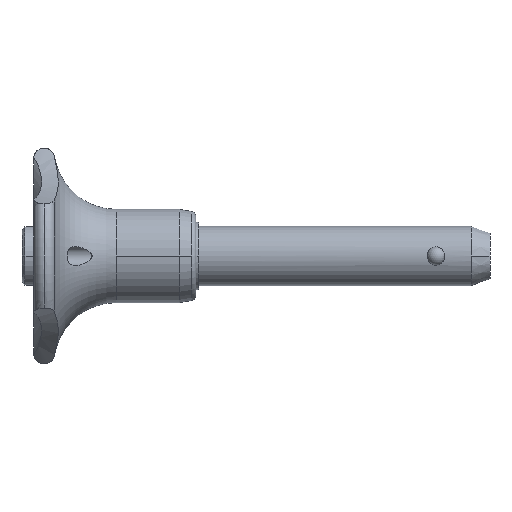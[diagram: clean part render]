
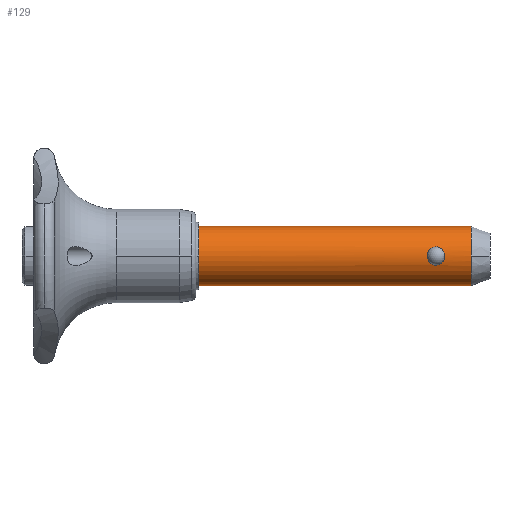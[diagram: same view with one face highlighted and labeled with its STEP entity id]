
A CAD part, left-side view. The second image highlights one B-rep face of the part: STEP entity #129.
In plain terms, the highlighted cylindrical face has radius 3.969 mm (diameter 7.938 mm), a partial arc.
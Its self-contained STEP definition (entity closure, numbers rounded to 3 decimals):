
#129=ADVANCED_FACE('',(#280,#281),#282,.T.);
#280=FACE_OUTER_BOUND('',#452,.T.);
#281=FACE_BOUND('',#453,.T.);
#282=CYLINDRICAL_SURFACE('',#454,3.969);
#452=EDGE_LOOP('',(#778,#779,#780,#781,#782));
#453=EDGE_LOOP('',(#783,#784));
#454=AXIS2_PLACEMENT_3D('',#785,#786,#787);
#778=ORIENTED_EDGE('',*,*,#1191,.F.);
#779=ORIENTED_EDGE('',*,*,#1136,.T.);
#780=ORIENTED_EDGE('',*,*,#1192,.T.);
#781=ORIENTED_EDGE('',*,*,#1193,.F.);
#782=ORIENTED_EDGE('',*,*,#1194,.F.);
#783=ORIENTED_EDGE('',*,*,#1086,.T.);
#784=ORIENTED_EDGE('',*,*,#1087,.T.);
#785=CARTESIAN_POINT('',(0.,-19.431,0.0));
#786=DIRECTION('',(0.,1.0,0.0));
#787=DIRECTION('',(0.0,0.0,-1.0));
#1086=EDGE_CURVE('',#1317,#1318,#1319,.T.);
#1087=EDGE_CURVE('',#1318,#1317,#1320,.T.);
#1136=EDGE_CURVE('',#1401,#1399,#1402,.T.);
#1191=EDGE_CURVE('',#1401,#1484,#1485,.T.);
#1192=EDGE_CURVE('',#1399,#1486,#1487,.T.);
#1193=EDGE_CURVE('',#1488,#1486,#1489,.T.);
#1194=EDGE_CURVE('',#1484,#1488,#1490,.T.);
#1317=VERTEX_POINT('',#1887);
#1318=VERTEX_POINT('',#1888);
#1319=B_SPLINE_CURVE_WITH_KNOTS('',3,(#1889,#1890,#1891,#1892,#1893,#1894,#1895,#1896,#1897,#1898,#1899,#1900,#1901,#1902,#1903,#1904,#1905,#1906,#1907,#1908,#1909,#1910,#1911,#1912,#1913,#1914),.UNSPECIFIED.,.F.,.F.,(4,2,2,2,2,2,2,2,2,2,2,2,4),(0.0,0.401,0.802,0.988,1.174,1.485,1.795,2.106,2.416,2.603,2.789,3.19,3.59),.UNSPECIFIED.);
#1320=B_SPLINE_CURVE_WITH_KNOTS('',3,(#1915,#1916,#1917,#1918,#1919,#1920,#1921,#1922,#1923,#1924,#1925,#1926,#1927,#1928,#1929,#1930,#1931,#1932,#1933,#1934,#1935,#1936,#1937,#1938,#1939,#1940),.UNSPECIFIED.,.F.,.F.,(4,2,2,2,2,2,2,2,2,2,2,2,4),(3.59,3.991,4.392,4.578,4.764,5.075,5.386,5.696,6.007,6.193,6.379,6.78,7.181),.UNSPECIFIED.);
#1399=VERTEX_POINT('',#2243);
#1401=VERTEX_POINT('',#2246);
#1402=CIRCLE('',#2247,3.969);
#1484=VERTEX_POINT('',#2918);
#1485=LINE('',#2919,#2920);
#1486=VERTEX_POINT('',#2921);
#1487=CIRCLE('',#2922,3.969);
#1488=VERTEX_POINT('',#2923);
#1489=LINE('',#2924,#2925);
#1490=CIRCLE('',#2926,3.969);
#1887=CARTESIAN_POINT('',(-3.776,-31.644,1.222));
#1888=CARTESIAN_POINT('',(-3.776,-31.644,-1.222));
#1889=CARTESIAN_POINT('',(-3.776,-31.644,1.222));
#1890=CARTESIAN_POINT('',(-3.776,-31.777,1.222));
#1891=CARTESIAN_POINT('',(-3.784,-31.92,1.197));
#1892=CARTESIAN_POINT('',(-3.815,-32.184,1.095));
#1893=CARTESIAN_POINT('',(-3.837,-32.306,1.018));
#1894=CARTESIAN_POINT('',(-3.868,-32.449,0.889));
#1895=CARTESIAN_POINT('',(-3.879,-32.496,0.841));
#1896=CARTESIAN_POINT('',(-3.9,-32.579,0.736));
#1897=CARTESIAN_POINT('',(-3.911,-32.616,0.68));
#1898=CARTESIAN_POINT('',(-3.933,-32.697,0.536));
#1899=CARTESIAN_POINT('',(-3.947,-32.739,0.432));
#1900=CARTESIAN_POINT('',(-3.964,-32.795,0.216));
#1901=CARTESIAN_POINT('',(-3.969,-32.808,0.104));
#1902=CARTESIAN_POINT('',(-3.969,-32.808,-0.104));
#1903=CARTESIAN_POINT('',(-3.964,-32.795,-0.216));
#1904=CARTESIAN_POINT('',(-3.947,-32.739,-0.432));
#1905=CARTESIAN_POINT('',(-3.933,-32.697,-0.536));
#1906=CARTESIAN_POINT('',(-3.911,-32.616,-0.68));
#1907=CARTESIAN_POINT('',(-3.9,-32.579,-0.736));
#1908=CARTESIAN_POINT('',(-3.879,-32.496,-0.841));
#1909=CARTESIAN_POINT('',(-3.868,-32.449,-0.889));
#1910=CARTESIAN_POINT('',(-3.837,-32.306,-1.018));
#1911=CARTESIAN_POINT('',(-3.815,-32.184,-1.095));
#1912=CARTESIAN_POINT('',(-3.784,-31.92,-1.197));
#1913=CARTESIAN_POINT('',(-3.776,-31.777,-1.222));
#1914=CARTESIAN_POINT('',(-3.776,-31.644,-1.222));
#1915=CARTESIAN_POINT('',(-3.776,-31.644,-1.222));
#1916=CARTESIAN_POINT('',(-3.776,-31.51,-1.222));
#1917=CARTESIAN_POINT('',(-3.784,-31.368,-1.197));
#1918=CARTESIAN_POINT('',(-3.815,-31.104,-1.095));
#1919=CARTESIAN_POINT('',(-3.837,-30.982,-1.018));
#1920=CARTESIAN_POINT('',(-3.868,-30.838,-0.889));
#1921=CARTESIAN_POINT('',(-3.879,-30.792,-0.841));
#1922=CARTESIAN_POINT('',(-3.9,-30.708,-0.736));
#1923=CARTESIAN_POINT('',(-3.911,-30.671,-0.68));
#1924=CARTESIAN_POINT('',(-3.933,-30.591,-0.536));
#1925=CARTESIAN_POINT('',(-3.947,-30.548,-0.432));
#1926=CARTESIAN_POINT('',(-3.964,-30.493,-0.216));
#1927=CARTESIAN_POINT('',(-3.969,-30.48,-0.104));
#1928=CARTESIAN_POINT('',(-3.969,-30.48,0.104));
#1929=CARTESIAN_POINT('',(-3.964,-30.493,0.216));
#1930=CARTESIAN_POINT('',(-3.947,-30.548,0.432));
#1931=CARTESIAN_POINT('',(-3.933,-30.591,0.536));
#1932=CARTESIAN_POINT('',(-3.911,-30.671,0.68));
#1933=CARTESIAN_POINT('',(-3.9,-30.708,0.736));
#1934=CARTESIAN_POINT('',(-3.879,-30.792,0.841));
#1935=CARTESIAN_POINT('',(-3.868,-30.838,0.889));
#1936=CARTESIAN_POINT('',(-3.837,-30.982,1.018));
#1937=CARTESIAN_POINT('',(-3.815,-31.104,1.095));
#1938=CARTESIAN_POINT('',(-3.784,-31.368,1.197));
#1939=CARTESIAN_POINT('',(-3.776,-31.51,1.222));
#1940=CARTESIAN_POINT('',(-3.776,-31.644,1.222));
#2243=CARTESIAN_POINT('',(-3.969,-36.347,0.));
#2246=CARTESIAN_POINT('',(0.,-36.347,-3.969));
#2247=AXIS2_PLACEMENT_3D('',#3415,#3416,#3417);
#2918=CARTESIAN_POINT('',(0.,0.0,-3.969));
#2919=CARTESIAN_POINT('',(0.,-19.431,-3.969));
#2920=VECTOR('',#3478,1.0);
#2921=CARTESIAN_POINT('',(0.,-36.347,3.969));
#2922=AXIS2_PLACEMENT_3D('',#3479,#3480,#3481);
#2923=CARTESIAN_POINT('',(0.,0.,3.969));
#2924=CARTESIAN_POINT('',(0.,-19.431,3.969));
#2925=VECTOR('',#3482,1.0);
#2926=AXIS2_PLACEMENT_3D('',#3483,#3484,#3485);
#3415=CARTESIAN_POINT('',(0.,-36.347,0.0));
#3416=DIRECTION('',(0.,1.0,0.));
#3417=DIRECTION('',(0.,0.,-1.0));
#3478=DIRECTION('',(0.,1.0,0.0));
#3479=CARTESIAN_POINT('',(0.,-36.347,0.0));
#3480=DIRECTION('',(0.,1.0,0.));
#3481=DIRECTION('',(0.,0.,-1.0));
#3482=DIRECTION('',(0.,-1.0,-0.0));
#3483=CARTESIAN_POINT('',(0.,0.0,0.0));
#3484=DIRECTION('',(0.,1.0,0.0));
#3485=DIRECTION('',(0.0,0.0,-1.0));
